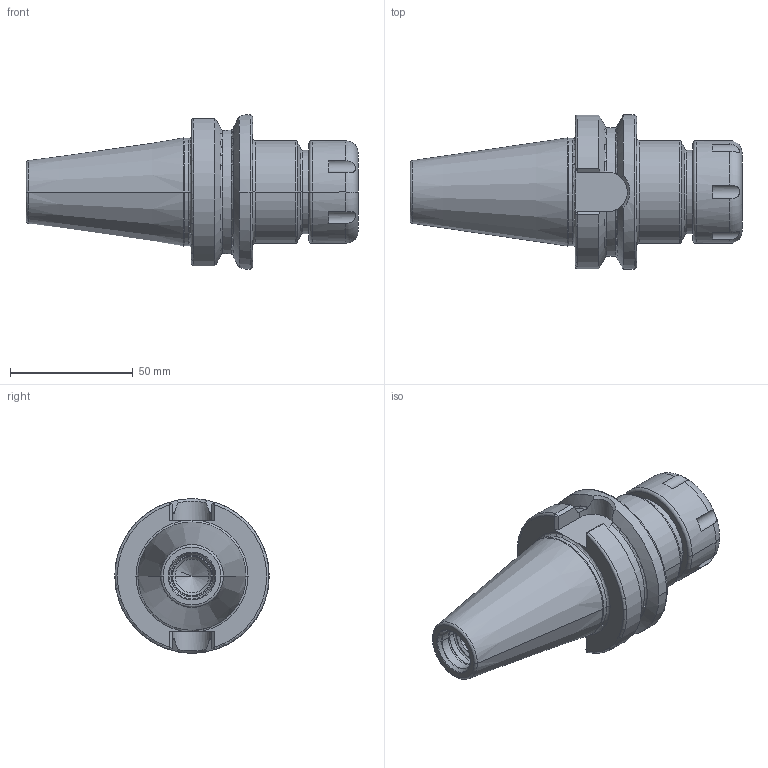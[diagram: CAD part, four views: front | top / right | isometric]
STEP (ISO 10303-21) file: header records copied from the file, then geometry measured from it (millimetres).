
FILE_DESCRIPTION((''),'2;1');
FILE_NAME('40-520-25-3_ASM','2013-12-10T',('mei'),(''),'PRO/ENGINEER BY PARAMETRIC TECHNOLOGY CORPORATION, 2010430','PRO/ENGINEER BY PARAMETRIC TECHNOLOGY CORPORATION, 2010430','');
FILE_SCHEMA(('CONFIG_CONTROL_DESIGN'));
Length unit declared in the file: millimetre
Products named in the file (3): 40-520-25-3; 83-914-25; 40-520-25-3_ASM
Assembly tree (2 placements, depth 2):
  40-520-25-3_ASM
    40-520-25-3
    83-914-25
Bounding box: 135.4 x 62.98 x 62.98 mm (x, y, z)
Volume: 164093.6 mm3; surface area: 34641.2 mm2
Topology: 2 solids, 3 shells, 129 faces, 308 edges, 185 vertices
Faces by surface type: cylinder 36, plane 35, torus 30, cone 22, bspline 6
Entity records: 4319 total; most frequent: CARTESIAN_POINT 1240, DIRECTION 674, ORIENTED_EDGE 604, EDGE_CURVE 304, AXIS2_PLACEMENT_3D 284, VERTEX_POINT 185, CIRCLE 154, EDGE_LOOP 137
